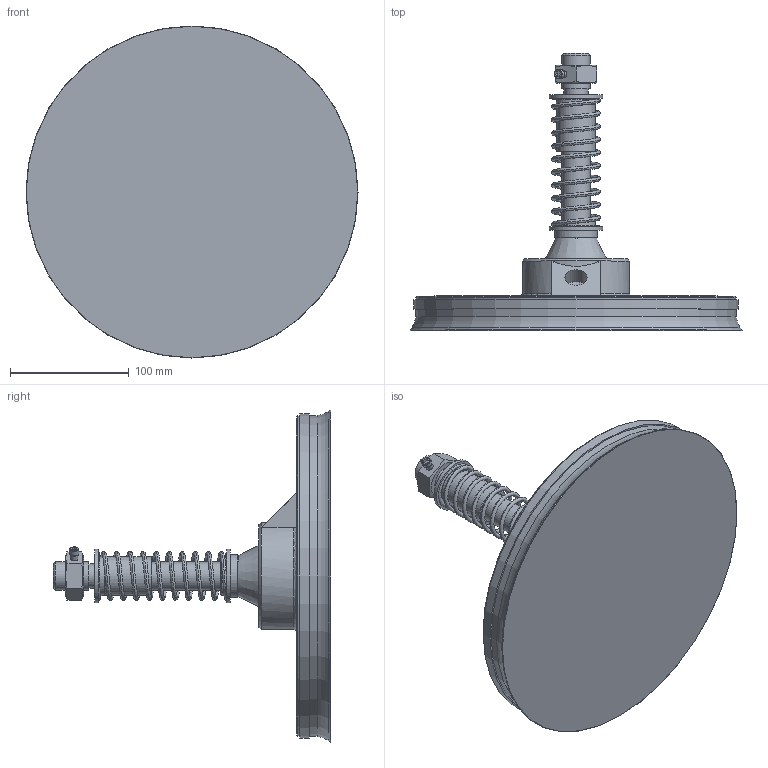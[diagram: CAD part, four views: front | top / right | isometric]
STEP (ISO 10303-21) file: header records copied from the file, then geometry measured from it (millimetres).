
FILE_DESCRIPTION(/* description */ (''),/* implementation_level */ '2;1');
FILE_NAME(/* name */ 'vpdcm60270sh30sb.stp',/* time_stamp */ '2025-11-25T10:01:10+01:00',/* author */ ('enginyeria4'),/* organization */ (''),/* preprocessor_version */ 'ST-DEVELOPER v20',/* originating_system */ 'Autodesk Inventor 2024',/* authorisation */ '');
FILE_SCHEMA (('AUTOMOTIVE_DESIGN { 1 0 10303 214 3 1 1 }'));
Length unit declared in the file: millimetre
Products named in the file (1): Pieza9
Bounding box: 279.48 x 233.53 x 279.48 mm (x, y, z)
Volume: 2039324.3 mm3; surface area: 197535.4 mm2
Topology: 1 solids, 1 shells, 89 faces, 188 edges, 123 vertices
Faces by surface type: plane 45, cylinder 21, cone 16, torus 5, bspline 2
Full cylindrical faces by diameter (mm): 6 x1, 7.6 x1, 11.5 x1, 18.631 x1, 20.32 x1, 24 x3, 25 x1, 32 x1, 33 x2, 35.5 x1, 45 x2, 90 x1, 264 x1, 268.8 x1, 270 x2, 272.8 x1
Entity records: 6787 total; most frequent: CARTESIAN_POINT 4696, DIRECTION 399, ORIENTED_EDGE 376, EDGE_CURVE 188, AXIS2_PLACEMENT_3D 163, VERTEX_POINT 123, EDGE_LOOP 115, FACE_OUTER_BOUND 89
